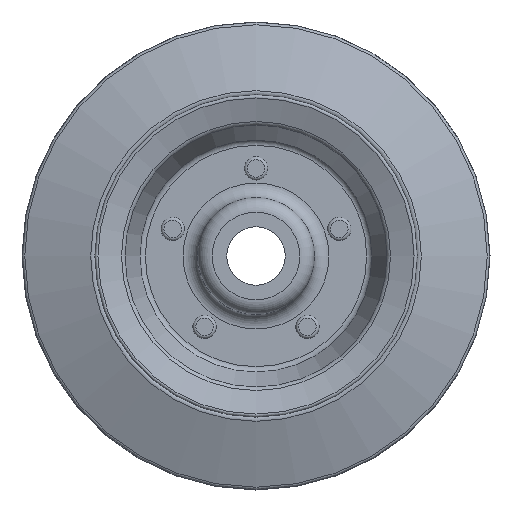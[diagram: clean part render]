
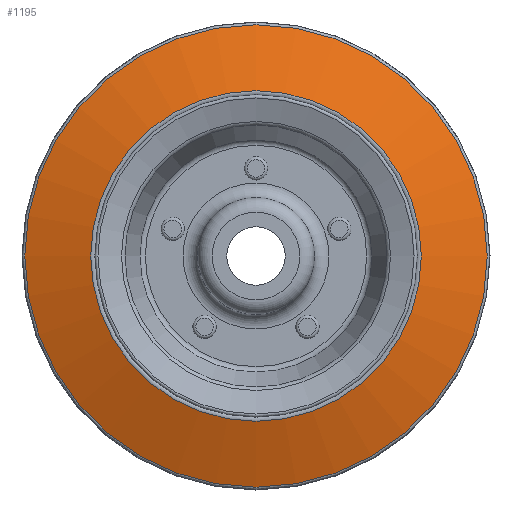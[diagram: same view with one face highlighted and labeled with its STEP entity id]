
A CAD part, front view. The second image highlights one B-rep face of the part: STEP entity #1195.
In plain terms, the highlighted conical face has half-angle 70.72 degrees and reference radius 67.892 mm.
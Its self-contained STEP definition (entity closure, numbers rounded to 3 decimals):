
#196=FACE_OUTER_BOUND('',#286,.T.);
#286=EDGE_LOOP('',(#886,#887,#888,#889));
#375=LINE('',#2158,#403);
#403=VECTOR('',#1665,67.892);
#453=CIRCLE('',#1363,56.604);
#455=CIRCLE('',#1366,79.18);
#580=VERTEX_POINT('',#2152);
#581=VERTEX_POINT('',#2156);
#687=EDGE_CURVE('',#580,#580,#453,.T.);
#689=EDGE_CURVE('',#581,#581,#455,.T.);
#690=EDGE_CURVE('',#581,#580,#375,.T.);
#886=ORIENTED_EDGE('',*,*,#689,.F.);
#887=ORIENTED_EDGE('',*,*,#690,.T.);
#888=ORIENTED_EDGE('',*,*,#687,.T.);
#889=ORIENTED_EDGE('',*,*,#690,.F.);
#1168=CONICAL_SURFACE('',#1365,67.892,1.234);
#1195=ADVANCED_FACE('',(#196),#1168,.T.);
#1363=AXIS2_PLACEMENT_3D('',#2153,#1657,#1658);
#1365=AXIS2_PLACEMENT_3D('',#2155,#1661,#1662);
#1366=AXIS2_PLACEMENT_3D('',#2157,#1663,#1664);
#1657=DIRECTION('center_axis',(0.,1.,0.));
#1658=DIRECTION('ref_axis',(1.,0.,0.));
#1661=DIRECTION('center_axis',(0.,1.,0.));
#1662=DIRECTION('ref_axis',(0.,0.,1.));
#1663=DIRECTION('center_axis',(0.,1.,0.));
#1664=DIRECTION('ref_axis',(1.,0.,0.));
#1665=DIRECTION('',(0.,-0.33,0.944));
#2152=CARTESIAN_POINT('',(0.,-20.63,-56.604));
#2153=CARTESIAN_POINT('Origin',(0.,-20.63,0.));
#2155=CARTESIAN_POINT('Origin',(0.,-16.681,0.));
#2156=CARTESIAN_POINT('',(0.,-12.732,-79.18));
#2157=CARTESIAN_POINT('Origin',(0.,-12.732,0.));
#2158=CARTESIAN_POINT('',(0.,-16.681,-67.892));
